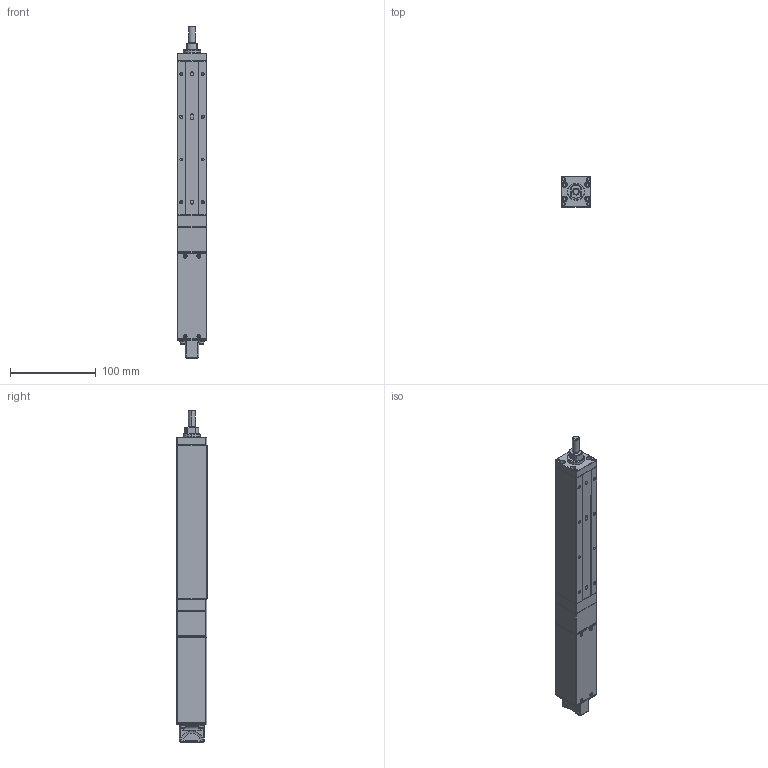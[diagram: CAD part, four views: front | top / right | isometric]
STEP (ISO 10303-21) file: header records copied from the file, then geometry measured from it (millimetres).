
FILE_DESCRIPTION (( 'STEP AP203' ), '1' );
FILE_NAME ('RM-SLA-11-150-2-ITG 珨极眻盄倰芢裝 1.0.STEP', '2021-11-30T10:52:20', ( '' ), ( '' ), 'SwSTEP 2.0', 'SolidWorks 2019', '' );
FILE_SCHEMA (( 'CONFIG_CONTROL_DESIGN' ));
Length unit declared in the file: millimetre
Products named in the file (19): MFT03-M3x8 埴翐囀鞠褒蹟佪; MSP01-LA005 萇儂蟀諉啣; MSP01-LA001 ヶ傷裔; MSP01-LA013 薊粣ん裔; MFT03-M2.5x6 埴翐囀鞠褒蹟佪; MSP01-LA007 帣裔_MSP01-EC002-28; RM-SLA-11-150-2-ITG 珨极眻盄倰芢裝 1.0; MFT02-M2.5x5 坋趼麥芛蹟佪; MSP01-LA006 电机外壳_一体外壳; MSP02-LA002 芢裝_150mm; 蕾宒堤盄; MSP01-LA004 薊粣ん褲; PPT17-GFM-1416-08 拸蚐傍杶; d1100-22p; MFT02-M2x5 坋趼麥芛蹟佪; MSP02-LA001 芢裝諉芛_MSP02-EC003-28; 蕾宒堤盄芛俋褲; MSP01-LA003 粣創釱; MSP01-LA002 眻盄倰裝极_150mm
Assembly tree (37 placements, depth 3):
  RM-SLA-11-150-2-ITG 珨极眻盄倰芢裝 1.0
    MSP01-LA002 眻盄倰裝极_150mm
    MSP02-LA002 芢裝_150mm
    MSP01-LA001 ヶ傷裔
    MSP01-LA003 粣創釱
    MSP01-LA004 薊粣ん褲
    MSP01-LA005 萇儂蟀諉啣
    MSP01-LA006 电机外壳_一体外壳
    MSP01-LA007 帣裔_MSP01-EC002-28
    MSP02-LA001 芢裝諉芛_MSP02-EC003-28
    MFT03-M2.5x6 埴翐囀鞠褒蹟佪
    蕾宒堤盄
      蕾宒堤盄芛俋褲
      d1100-22p
    MFT03-M3x8 埴翐囀鞠褒蹟佪  x8
    MFT02-M2x5 坋趼麥芛蹟佪  x10
    PPT17-GFM-1416-08 拸蚐傍杶
    MSP01-LA013 薊粣ん裔
    MFT02-M2.5x5 坋趼麥芛蹟佪  x4
Bounding box: 35 x 35.5 x 388 mm (x, y, z)
Volume: 211732.2 mm3; surface area: 129990 mm2
Topology: 36 solids, 36 shells, 2338 faces, 5286 edges, 3028 vertices
Faces by surface type: plane 1144, cone 566, cylinder 542, torus 42, bspline 32, sphere 12
Entity records: 47174 total; most frequent: CARTESIAN_POINT 8629, DIRECTION 7943, ORIENTED_EDGE 7104, EDGE_CURVE 3552, AXIS2_PLACEMENT_3D 2898, VECTOR 2147, LINE 2147, VERTEX_POINT 2084
